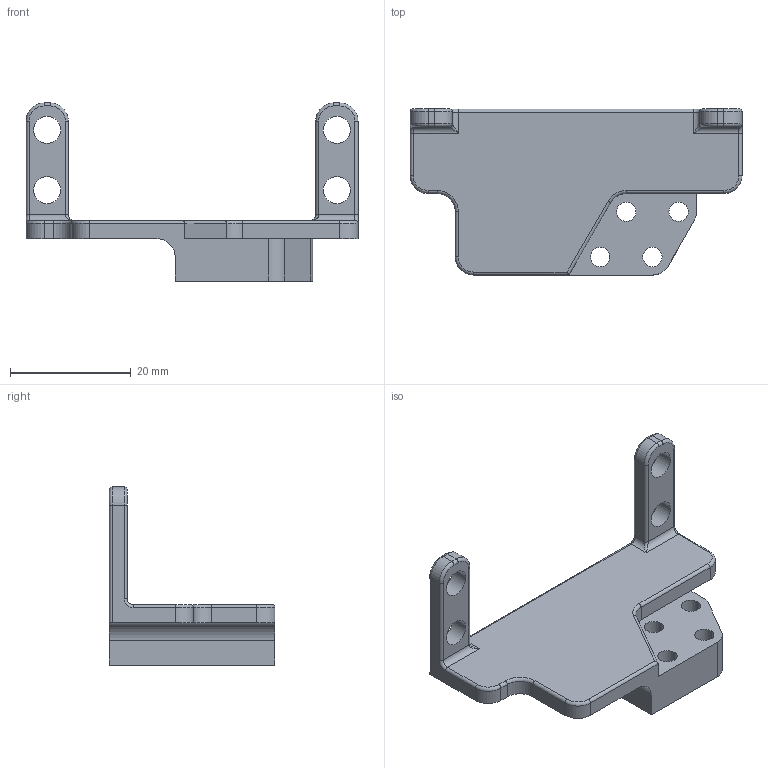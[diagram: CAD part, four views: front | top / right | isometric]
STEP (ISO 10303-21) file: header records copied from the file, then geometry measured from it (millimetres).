
FILE_DESCRIPTION (( 'STEP AP203' ), '1' );
FILE_NAME ('Part1.STEP', '2025-03-08T03:26:13', ( '' ), ( '' ), 'SwSTEP 2.0', 'SolidWorks 2024', '' );
FILE_SCHEMA (( 'CONFIG_CONTROL_DESIGN' ));
Length unit declared in the file: millimetre
Products named in the file (1): Part1
Bounding box: 55 x 27.5 x 29.5 mm (x, y, z)
Volume: 7835.5 mm3; surface area: 4594.1 mm2
Topology: 1 solids, 1 shells, 93 faces, 233 edges, 140 vertices
Faces by surface type: cylinder 52, plane 22, torus 17, bspline 2
Entity records: 2923 total; most frequent: CARTESIAN_POINT 538, DIRECTION 525, ORIENTED_EDGE 462, EDGE_CURVE 231, AXIS2_PLACEMENT_3D 207, VERTEX_POINT 140, CIRCLE 115, VECTOR 111
